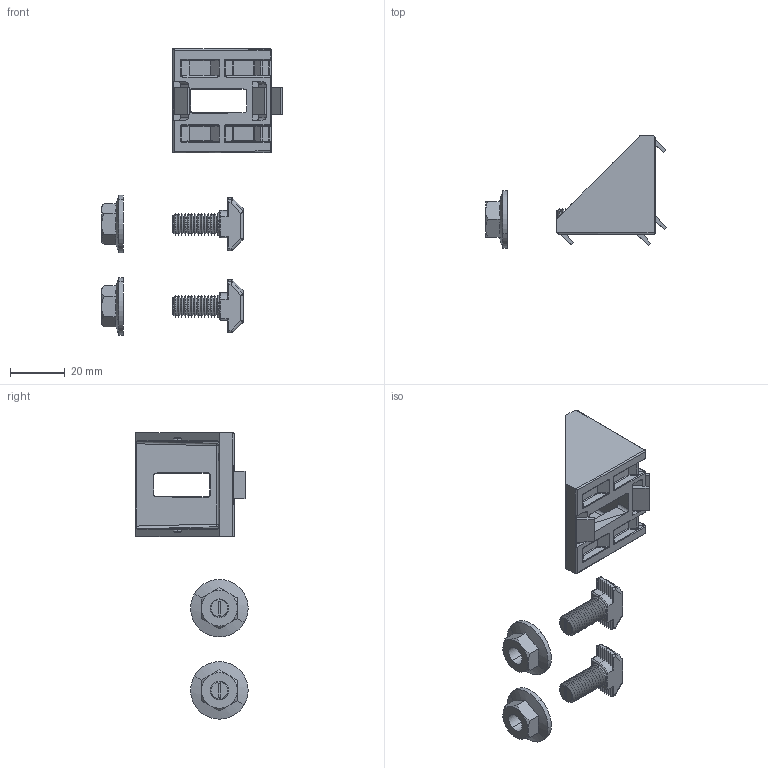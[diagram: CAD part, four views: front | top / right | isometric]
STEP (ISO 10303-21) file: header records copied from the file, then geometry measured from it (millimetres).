
FILE_DESCRIPTION (( 'STEP AP214' ), '1' );
FILE_NAME ('093w404n10s06.STEP', '2014-09-03T08:11:20', ( '' ), ( '' ), 'SwSTEP 2.0', 'SolidWorks 2014', '' );
FILE_SCHEMA (( 'AUTOMOTIVE_DESIGN' ));
Length unit declared in the file: millimetre
Products named in the file (4): 093w404n10s06; 340me154_340me154; 096hk1030m0820_096 hk 10 30 m08 20; 093w404_093 w 404 n10 s05
Assembly tree (5 placements, depth 2):
  093w404n10s06
    093w404_093 w 404 n10 s05
    096hk1030m0820_096 hk 10 30 m08 20  x2
    340me154_340me154  x2
Bounding box: 66.02 x 41 x 104.5 mm (x, y, z)
Volume: 19012.4 mm3; surface area: 13981 mm2
Topology: 5 solids, 5 shells, 913 faces, 2227 edges, 1310 vertices
Faces by surface type: plane 294, cylinder 245, bspline 183, cone 141, torus 26, sphere 24
Entity records: 24284 total; most frequent: CARTESIAN_POINT 9307, ORIENTED_EDGE 3380, DIRECTION 2744, EDGE_CURVE 1690, VERTEX_POINT 1014, AXIS2_PLACEMENT_3D 951, VECTOR 842, LINE 842
